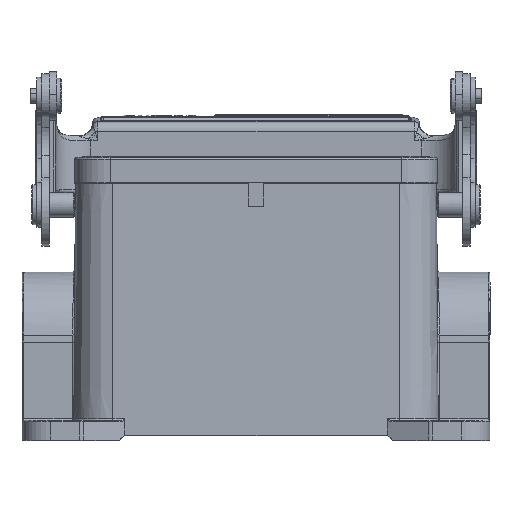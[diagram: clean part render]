
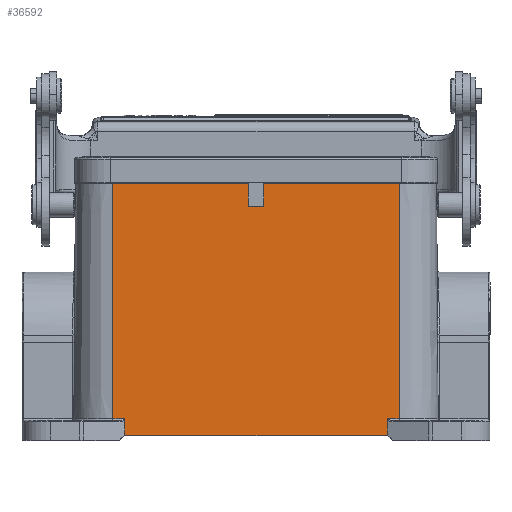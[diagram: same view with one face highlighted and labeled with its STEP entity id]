
A CAD part, top view. The second image highlights one B-rep face of the part: STEP entity #36592.
In plain terms, the highlighted planar face has unit normal (0, 0.009, 1).
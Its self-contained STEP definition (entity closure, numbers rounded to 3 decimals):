
#13860=DIRECTION('',(0.,1.,-0.009));
#13861=VECTOR('',#13860,47.204);
#13862=CARTESIAN_POINT('',(75.75,4.297,-4.088));
#13863=LINE('',#13862,#13861);
#13868=DIRECTION('',(0.,1.,-0.009));
#13869=VECTOR('',#13868,4.5);
#13870=CARTESIAN_POINT('',(45.4,47.,-4.461));
#13871=LINE('',#13870,#13869);
#13890=DIRECTION('',(-1.,0.,0.));
#13891=VECTOR('',#13890,27.15);
#13892=CARTESIAN_POINT('',(45.4,51.5,-4.5));
#13893=LINE('',#13892,#13891);
#13958=DIRECTION('',(-1.,0.,0.));
#13959=VECTOR('',#13958,27.15);
#13960=CARTESIAN_POINT('',(75.75,51.5,-4.5));
#13961=LINE('',#13960,#13959);
#14213=CARTESIAN_POINT('',(20.59,4.297,
-4.088));
#14214=CARTESIAN_POINT('',(20.599,4.288,
-4.088));
#14215=CARTESIAN_POINT('',(20.616,4.266,
-4.088));
#14216=CARTESIAN_POINT('',(20.637,4.223,
-4.087));
#14217=CARTESIAN_POINT('',(20.651,4.172,
-4.087));
#14218=CARTESIAN_POINT('',(20.654,4.133,
-4.087));
#14219=CARTESIAN_POINT('',(20.654,4.112,
-4.086));
#14244=DIRECTION('',(-0.019,-1.,0.009));
#14245=VECTOR('',#14244,3.112);
#14246=CARTESIAN_POINT('',(20.654,4.112,
-4.086));
#14247=LINE('',#14246,#14245);
#14283=DIRECTION('',(1.,0.,0.));
#14284=VECTOR('',#14283,52.808);
#14285=CARTESIAN_POINT('',(20.596,1.,
-4.058));
#14286=LINE('',#14285,#14284);
#14323=DIRECTION('',(-0.019,1.,-0.009));
#14324=VECTOR('',#14323,3.112);
#14325=CARTESIAN_POINT('',(73.404,1.,
-4.058));
#14326=LINE('',#14325,#14324);
#14791=CARTESIAN_POINT('',(73.346,4.112,
-4.086));
#14792=CARTESIAN_POINT('',(73.346,4.138,
-4.087));
#14793=CARTESIAN_POINT('',(73.351,4.187,
-4.087));
#14794=CARTESIAN_POINT('',(73.373,4.25,
-4.088));
#14795=CARTESIAN_POINT('',(73.396,4.283,
-4.088));
#14796=CARTESIAN_POINT('',(73.41,4.297,
-4.088));
#14820=DIRECTION('',(1.,0.,0.));
#14821=VECTOR('',#14820,2.34);
#14822=CARTESIAN_POINT('',(73.41,4.297,
-4.088));
#14823=LINE('',#14822,#14821);
#15284=DIRECTION('',(0.,-1.,0.009));
#15285=VECTOR('',#15284,47.204);
#15286=CARTESIAN_POINT('',(18.25,51.5,-4.5));
#15287=LINE('',#15286,#15285);
#15325=DIRECTION('',(1.,0.,0.));
#15326=VECTOR('',#15325,2.34);
#15327=CARTESIAN_POINT('',(18.25,4.297,-4.088));
#15328=LINE('',#15327,#15326);
#18616=DIRECTION('',(0.,-1.,0.009));
#18617=VECTOR('',#18616,4.5);
#18618=CARTESIAN_POINT('',(48.6,51.5,-4.5));
#18619=LINE('',#18618,#18617);
#18628=DIRECTION('',(-1.,0.,0.));
#18629=VECTOR('',#18628,3.2);
#18630=CARTESIAN_POINT('',(48.6,47.,-4.461));
#18631=LINE('',#18630,#18629);
#23297=CARTESIAN_POINT('',(75.75,4.297,-4.088));
#23298=CARTESIAN_POINT('',(75.75,51.5,-4.5));
#23299=VERTEX_POINT('',#23297);
#23300=VERTEX_POINT('',#23298);
#23304=CARTESIAN_POINT('',(45.4,47.,-4.461));
#23305=CARTESIAN_POINT('',(45.4,51.5,-4.5));
#23306=VERTEX_POINT('',#23304);
#23307=VERTEX_POINT('',#23305);
#23308=CARTESIAN_POINT('',(48.6,47.,-4.461));
#23309=VERTEX_POINT('',#23308);
#23310=CARTESIAN_POINT('',(48.6,51.5,-4.5));
#23311=VERTEX_POINT('',#23310);
#23312=CARTESIAN_POINT('',(73.41,4.297,
-4.088));
#23313=VERTEX_POINT('',#23312);
#23314=VERTEX_POINT('',#14791);
#23315=CARTESIAN_POINT('',(73.404,1.,
-4.058));
#23316=VERTEX_POINT('',#23315);
#23317=CARTESIAN_POINT('',(20.596,1.,
-4.058));
#23318=VERTEX_POINT('',#23317);
#23319=CARTESIAN_POINT('',(20.654,4.112,
-4.086));
#23320=VERTEX_POINT('',#23319);
#23321=VERTEX_POINT('',#14213);
#23322=CARTESIAN_POINT('',(18.25,4.297,-4.088));
#23323=VERTEX_POINT('',#23322);
#23324=CARTESIAN_POINT('',(18.25,51.5,-4.5));
#23325=VERTEX_POINT('',#23324);
#36558=CARTESIAN_POINT('',(47.,26.25,-4.28));
#36559=DIRECTION('',(0.,0.009,1.));
#36560=DIRECTION('',(0.,-1.,0.009));
#36561=AXIS2_PLACEMENT_3D('',#36558,#36559,#36560);
#36562=PLANE('',#36561);
#36564=ORIENTED_EDGE('',*,*,#36563,.F.);
#36566=ORIENTED_EDGE('',*,*,#36565,.F.);
#36568=ORIENTED_EDGE('',*,*,#36567,.F.);
#36570=ORIENTED_EDGE('',*,*,#36569,.F.);
#36571=ORIENTED_EDGE('',*,*,#36542,.F.);
#36573=ORIENTED_EDGE('',*,*,#36572,.F.);
#36575=ORIENTED_EDGE('',*,*,#36574,.F.);
#36577=ORIENTED_EDGE('',*,*,#36576,.F.);
#36579=ORIENTED_EDGE('',*,*,#36578,.F.);
#36581=ORIENTED_EDGE('',*,*,#36580,.F.);
#36583=ORIENTED_EDGE('',*,*,#36582,.F.);
#36585=ORIENTED_EDGE('',*,*,#36584,.F.);
#36587=ORIENTED_EDGE('',*,*,#36586,.F.);
#36589=ORIENTED_EDGE('',*,*,#36588,.F.);
#36590=EDGE_LOOP('',(#36564,#36566,#36568,#36570,#36571,#36573,#36575,#36577,
#36579,#36581,#36583,#36585,#36587,#36589));
#36591=FACE_OUTER_BOUND('',#36590,.F.);
#14220=B_SPLINE_CURVE_WITH_KNOTS('',3,(#14213,#14214,#14215,#14216,#14217,
#14218,#14219),.UNSPECIFIED.,.F.,.F.,(4,1,1,1,4),(0.,0.25,0.5,0.75,
1.),.UNSPECIFIED.);
#14797=B_SPLINE_CURVE_WITH_KNOTS('',3,(#14791,#14792,#14793,#14794,#14795,
#14796),.UNSPECIFIED.,.F.,.F.,(4,1,1,4),(0.,0.333,
0.667,1.),.UNSPECIFIED.);
#36542=EDGE_CURVE('',#23299,#23300,#13863,.T.);
#36563=EDGE_CURVE('',#23306,#23307,#13871,.T.);
#36565=EDGE_CURVE('',#23309,#23306,#18631,.T.);
#36567=EDGE_CURVE('',#23311,#23309,#18619,.T.);
#36569=EDGE_CURVE('',#23300,#23311,#13961,.T.);
#36572=EDGE_CURVE('',#23313,#23299,#14823,.T.);
#36574=EDGE_CURVE('',#23314,#23313,#14797,.T.);
#36576=EDGE_CURVE('',#23316,#23314,#14326,.T.);
#36578=EDGE_CURVE('',#23318,#23316,#14286,.T.);
#36580=EDGE_CURVE('',#23320,#23318,#14247,.T.);
#36582=EDGE_CURVE('',#23321,#23320,#14220,.T.);
#36584=EDGE_CURVE('',#23323,#23321,#15328,.T.);
#36586=EDGE_CURVE('',#23325,#23323,#15287,.T.);
#36588=EDGE_CURVE('',#23307,#23325,#13893,.T.);
#36592=ADVANCED_FACE('',(#36591),#36562,.T.);
